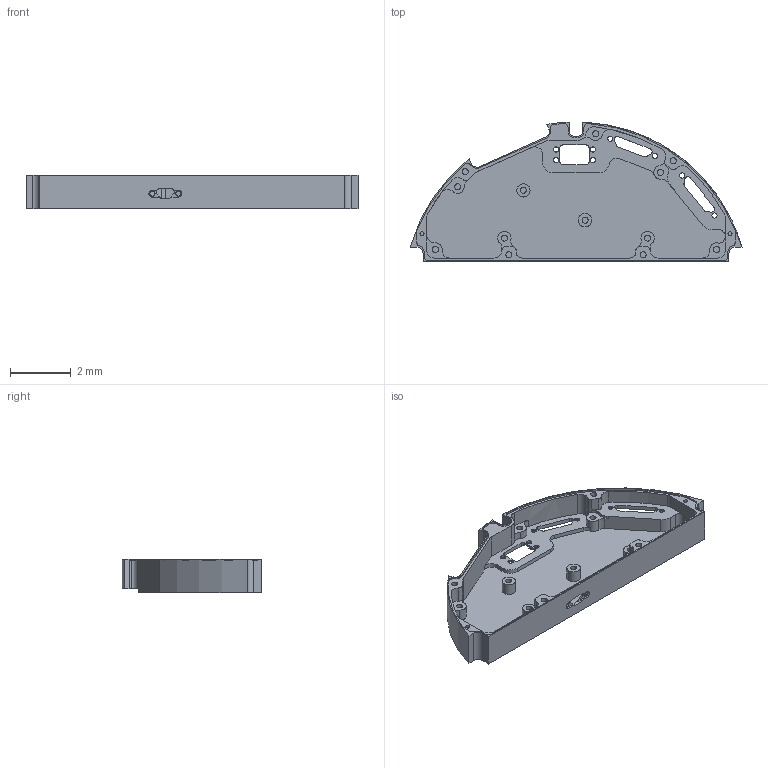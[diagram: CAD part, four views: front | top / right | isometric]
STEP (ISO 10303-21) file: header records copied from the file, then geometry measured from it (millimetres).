
FILE_DESCRIPTION(('produced by SPATIAL CORP'),'2;1');
FILE_NAME('part03.hh.sat.stp', '2002-04-19T09:54:35+00:00',('SPATIAL CORP'),('SPATIAL CORP'), 'ACIS STEP Husk','http://www.spatial.com','SPATIAL CORP');
FILE_SCHEMA(('CONFIG_CONTROL_DESIGN'));
Length unit declared in the file: millimetre
Products named in the file (1): PRODUCT_ID_1
Bounding box: 10.94 x 4.61 x 1.11 mm (x, y, z)
Volume: 9.4 mm3; surface area: 135 mm2
Topology: 1 solids, 1 shells, 339 faces, 951 edges, 635 vertices
Faces by surface type: cylinder 211, plane 128
Entity records: 10268 total; most frequent: ORIENTED_EDGE 1902, CARTESIAN_POINT 1723, DIRECTION 1673, EDGE_CURVE 951, VERTEX_POINT 635, AXIS2_PLACEMENT_3D 585, VECTOR 503, LINE 503
